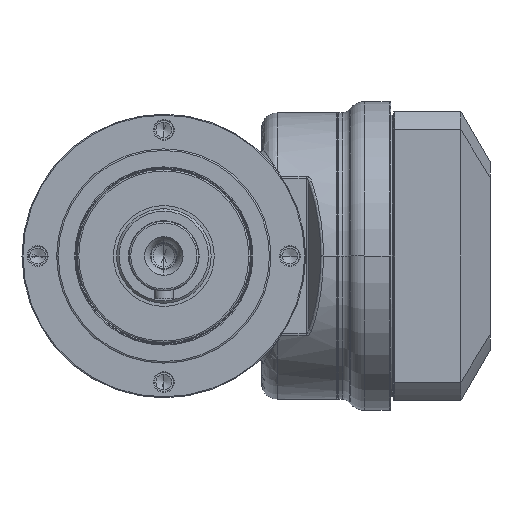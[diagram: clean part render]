
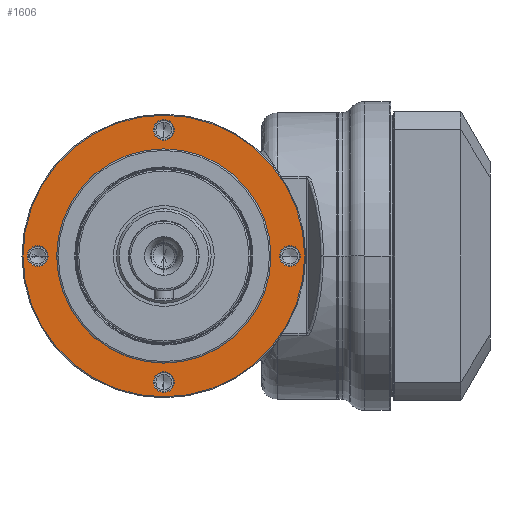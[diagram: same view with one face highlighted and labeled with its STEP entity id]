
A CAD part, left-side view. The second image highlights one B-rep face of the part: STEP entity #1606.
In plain terms, the highlighted planar face has unit normal (-1, 0, 0).
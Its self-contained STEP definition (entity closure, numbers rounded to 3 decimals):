
#308=CARTESIAN_POINT('',(6.,40.,0.));
#309=DIRECTION('',(1.,0.,0.));
#310=DIRECTION('',(0.,-1.,0.));
#311=AXIS2_PLACEMENT_3D('',#308,#309,#310);
#313=CARTESIAN_POINT('',(6.,40.,0.));
#314=DIRECTION('',(1.,0.,0.));
#315=DIRECTION('',(0.,1.,0.));
#316=AXIS2_PLACEMENT_3D('',#313,#314,#315);
#318=CARTESIAN_POINT('',(6.,0.,-40.));
#319=DIRECTION('',(1.,0.,0.));
#320=DIRECTION('',(0.,0.,-1.));
#321=AXIS2_PLACEMENT_3D('',#318,#319,#320);
#323=CARTESIAN_POINT('',(6.,0.,-40.));
#324=DIRECTION('',(1.,0.,0.));
#325=DIRECTION('',(0.,0.,1.));
#326=AXIS2_PLACEMENT_3D('',#323,#324,#325);
#328=CARTESIAN_POINT('',(6.,-40.,0.));
#329=DIRECTION('',(1.,0.,0.));
#330=DIRECTION('',(0.,-1.,0.));
#331=AXIS2_PLACEMENT_3D('',#328,#329,#330);
#333=CARTESIAN_POINT('',(6.,-40.,0.));
#334=DIRECTION('',(1.,0.,0.));
#335=DIRECTION('',(0.,1.,0.));
#336=AXIS2_PLACEMENT_3D('',#333,#334,#335);
#338=CARTESIAN_POINT('',(6.,0.,40.));
#339=DIRECTION('',(1.,0.,0.));
#340=DIRECTION('',(0.,0.,1.));
#341=AXIS2_PLACEMENT_3D('',#338,#339,#340);
#343=CARTESIAN_POINT('',(6.,0.,40.));
#344=DIRECTION('',(1.,0.,0.));
#345=DIRECTION('',(0.,0.,-1.));
#346=AXIS2_PLACEMENT_3D('',#343,#344,#345);
#348=CARTESIAN_POINT('',(6.,0.,0.));
#349=DIRECTION('',(1.,0.,0.));
#350=DIRECTION('',(0.,1.,0.));
#351=AXIS2_PLACEMENT_3D('',#348,#349,#350);
#353=CARTESIAN_POINT('',(6.,0.,0.));
#354=DIRECTION('',(1.,0.,0.));
#355=DIRECTION('',(0.,-1.,0.));
#356=AXIS2_PLACEMENT_3D('',#353,#354,#355);
#358=CARTESIAN_POINT('',(6.,0.,0.));
#359=DIRECTION('',(-1.,0.,0.));
#360=DIRECTION('',(0.,1.,0.));
#361=AXIS2_PLACEMENT_3D('',#358,#359,#360);
#363=CARTESIAN_POINT('',(6.,0.,0.));
#364=DIRECTION('',(-1.,0.,0.));
#365=DIRECTION('',(0.,-1.,0.));
#366=AXIS2_PLACEMENT_3D('',#363,#364,#365);
#993=CARTESIAN_POINT('',(6.,36.7,0.));
#994=CARTESIAN_POINT('',(6.,43.3,0.));
#995=VERTEX_POINT('',#993);
#996=VERTEX_POINT('',#994);
#997=CARTESIAN_POINT('',(6.,0.,-43.3));
#998=CARTESIAN_POINT('',(6.,0.,-36.7));
#999=VERTEX_POINT('',#997);
#1000=VERTEX_POINT('',#998);
#1001=CARTESIAN_POINT('',(6.,-43.3,0.));
#1002=CARTESIAN_POINT('',(6.,-36.7,0.));
#1003=VERTEX_POINT('',#1001);
#1004=VERTEX_POINT('',#1002);
#1005=CARTESIAN_POINT('',(6.,0.,43.3));
#1006=CARTESIAN_POINT('',(6.,0.,36.7));
#1007=VERTEX_POINT('',#1005);
#1008=VERTEX_POINT('',#1006);
#1037=CARTESIAN_POINT('',(6.,44.7,0.));
#1038=CARTESIAN_POINT('',(6.,-44.7,0.));
#1039=VERTEX_POINT('',#1037);
#1040=VERTEX_POINT('',#1038);
#1057=CARTESIAN_POINT('',(6.,34.,0.));
#1058=CARTESIAN_POINT('',(6.,-34.,0.));
#1059=VERTEX_POINT('',#1057);
#1060=VERTEX_POINT('',#1058);
#1566=CARTESIAN_POINT('',(6.,0.,0.));
#1567=DIRECTION('',(-1.,0.,0.));
#1568=DIRECTION('',(0.,1.,0.));
#1569=AXIS2_PLACEMENT_3D('',#1566,#1567,#1568);
#1570=PLANE('',#1569);
#1572=ORIENTED_EDGE('',*,*,#1571,.T.);
#1574=ORIENTED_EDGE('',*,*,#1573,.T.);
#1575=EDGE_LOOP('',(#1572,#1574));
#1576=FACE_OUTER_BOUND('',#1575,.F.);
#1578=ORIENTED_EDGE('',*,*,#1577,.F.);
#1580=ORIENTED_EDGE('',*,*,#1579,.F.);
#1581=EDGE_LOOP('',(#1578,#1580));
#1582=FACE_BOUND('',#1581,.F.);
#1584=ORIENTED_EDGE('',*,*,#1583,.F.);
#1586=ORIENTED_EDGE('',*,*,#1585,.F.);
#1587=EDGE_LOOP('',(#1584,#1586));
#1588=FACE_BOUND('',#1587,.F.);
#1590=ORIENTED_EDGE('',*,*,#1589,.F.);
#1592=ORIENTED_EDGE('',*,*,#1591,.F.);
#1593=EDGE_LOOP('',(#1590,#1592));
#1594=FACE_BOUND('',#1593,.F.);
#1596=ORIENTED_EDGE('',*,*,#1595,.F.);
#1598=ORIENTED_EDGE('',*,*,#1597,.F.);
#1599=EDGE_LOOP('',(#1596,#1598));
#1600=FACE_BOUND('',#1599,.F.);
#1602=ORIENTED_EDGE('',*,*,#1601,.T.);
#1603=ORIENTED_EDGE('',*,*,#1556,.T.);
#1604=EDGE_LOOP('',(#1602,#1603));
#1605=FACE_BOUND('',#1604,.F.);
#1606=ADVANCED_FACE('',(#1576,#1582,#1588,#1594,#1600,#1605),#1570,.T.);
#312=CIRCLE('',#311,3.3);
#317=CIRCLE('',#316,3.3);
#322=CIRCLE('',#321,3.3);
#327=CIRCLE('',#326,3.3);
#332=CIRCLE('',#331,3.3);
#337=CIRCLE('',#336,3.3);
#342=CIRCLE('',#341,3.3);
#347=CIRCLE('',#346,3.3);
#352=CIRCLE('',#351,44.7);
#357=CIRCLE('',#356,44.7);
#362=CIRCLE('',#361,34.);
#367=CIRCLE('',#366,34.);
#1556=EDGE_CURVE('',#1060,#1059,#367,.T.);
#1571=EDGE_CURVE('',#1039,#1040,#352,.T.);
#1573=EDGE_CURVE('',#1040,#1039,#357,.T.);
#1577=EDGE_CURVE('',#995,#996,#312,.T.);
#1579=EDGE_CURVE('',#996,#995,#317,.T.);
#1583=EDGE_CURVE('',#999,#1000,#322,.T.);
#1585=EDGE_CURVE('',#1000,#999,#327,.T.);
#1589=EDGE_CURVE('',#1003,#1004,#332,.T.);
#1591=EDGE_CURVE('',#1004,#1003,#337,.T.);
#1595=EDGE_CURVE('',#1007,#1008,#342,.T.);
#1597=EDGE_CURVE('',#1008,#1007,#347,.T.);
#1601=EDGE_CURVE('',#1059,#1060,#362,.T.);
